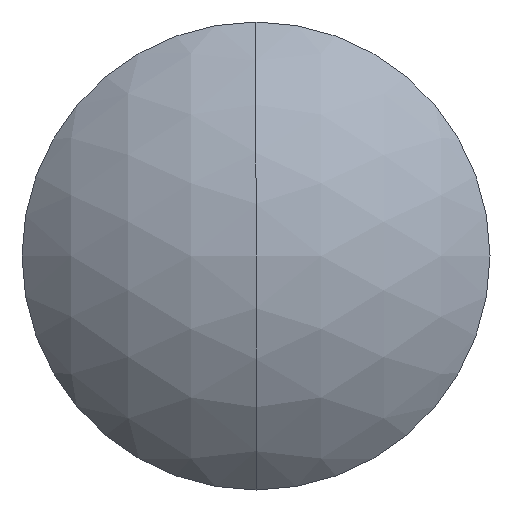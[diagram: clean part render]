
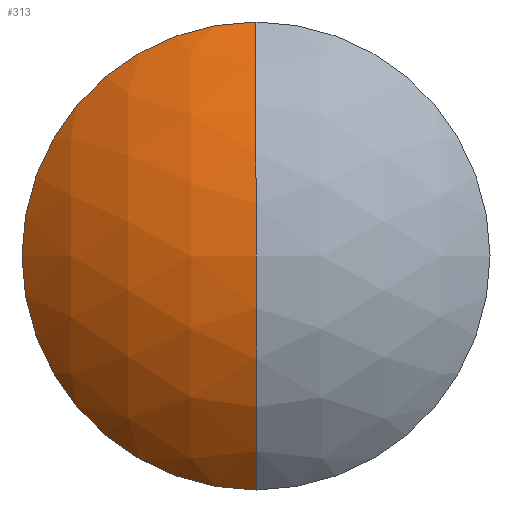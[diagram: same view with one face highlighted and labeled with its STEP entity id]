
A CAD part, left-side view. The second image highlights one B-rep face of the part: STEP entity #313.
In plain terms, the highlighted spherical face has radius 14 mm.
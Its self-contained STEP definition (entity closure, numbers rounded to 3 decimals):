
#7 = CARTESIAN_POINT ( 'NONE',  ( -9.52, 0., 0. ) ) ;
#9 = CARTESIAN_POINT ( 'NONE',  ( 0., 0., 0. ) ) ;
#12 = DIRECTION ( 'NONE',  ( 0., 0., -1. ) ) ;
#25 = AXIS2_PLACEMENT_3D ( 'NONE', #341, #310, #356 ) ;
#36 = CARTESIAN_POINT ( 'NONE',  ( -9.52, 0., -10.265 ) ) ;
#43 = AXIS2_PLACEMENT_3D ( 'NONE', #7, #342, #12 ) ;
#44 = FACE_OUTER_BOUND ( 'NONE', #333, .T. ) ;
#52 = DIRECTION ( 'NONE',  ( 0., 1., 0. ) ) ;
#53 = DIRECTION ( 'NONE',  ( 0., 0., -1. ) ) ;
#65 = ORIENTED_EDGE ( 'NONE', *, *, #213, .T. ) ;
#102 = CARTESIAN_POINT ( 'NONE',  ( -9.52, 0., 10.265 ) ) ;
#114 = VERTEX_POINT ( 'NONE', #102 ) ;
#140 = CARTESIAN_POINT ( 'NONE',  ( -14., 0., 0. ) ) ;
#182 = ORIENTED_EDGE ( 'NONE', *, *, #223, .F. ) ;
#195 = CIRCLE ( 'NONE', #274, 14. ) ;
#200 = VERTEX_POINT ( 'NONE', #140 ) ;
#213 = EDGE_CURVE ( 'NONE', #200, #114, #218, .T. ) ;
#214 = SPHERICAL_SURFACE ( 'NONE', #221, 14. ) ;
#218 = CIRCLE ( 'NONE', #25, 14. ) ;
#221 = AXIS2_PLACEMENT_3D ( 'NONE', #9, #52, #53 ) ;
#223 = EDGE_CURVE ( 'NONE', #288, #114, #253, .T. ) ;
#253 = CIRCLE ( 'NONE', #43, 10.265 ) ;
#274 = AXIS2_PLACEMENT_3D ( 'NONE', #360, #352, #353 ) ;
#288 = VERTEX_POINT ( 'NONE', #36 ) ;
#310 = DIRECTION ( 'NONE',  ( 0., 1., 0. ) ) ;
#313 = ADVANCED_FACE ( 'NONE', ( #44 ), #214, .T. ) ;
#327 = EDGE_CURVE ( 'NONE', #200, #288, #195, .T. ) ;
#330 = ORIENTED_EDGE ( 'NONE', *, *, #327, .F. ) ;
#333 = EDGE_LOOP ( 'NONE', ( #330, #65, #182 ) ) ;
#341 = CARTESIAN_POINT ( 'NONE',  ( 0., 0., 0. ) ) ;
#342 = DIRECTION ( 'NONE',  ( 1., 0., 0. ) ) ;
#352 = DIRECTION ( 'NONE',  ( 0., -1., 0. ) ) ;
#353 = DIRECTION ( 'NONE',  ( 0., 0., -1. ) ) ;
#356 = DIRECTION ( 'NONE',  ( 0., 0., 1. ) ) ;
#360 = CARTESIAN_POINT ( 'NONE',  ( 0., 0., 0. ) ) ;
